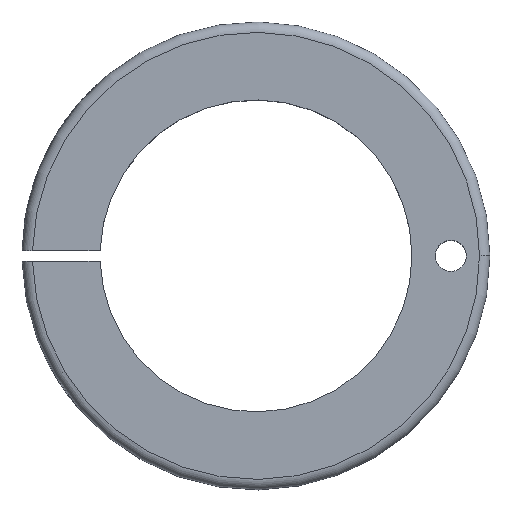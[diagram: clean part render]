
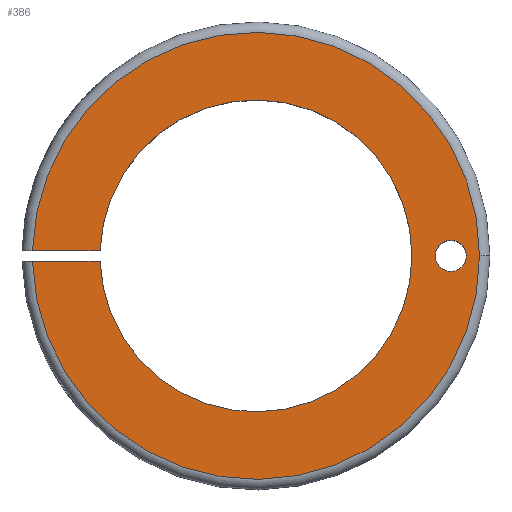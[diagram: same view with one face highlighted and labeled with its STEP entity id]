
A CAD part, top view. The second image highlights one B-rep face of the part: STEP entity #386.
In plain terms, the highlighted planar face has unit normal (0, 0, 1).
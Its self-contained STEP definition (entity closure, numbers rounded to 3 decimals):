
#13 = CARTESIAN_POINT ( 'NONE',  ( -50., -1., 20. ) ) ;
#17 = CIRCLE ( 'NONE', #743, 43. ) ;
#19 = VERTEX_POINT ( 'NONE', #666 ) ;
#28 = ORIENTED_EDGE ( 'NONE', *, *, #674, .F. ) ;
#32 = AXIS2_PLACEMENT_3D ( 'NONE', #408, #470, #537 ) ;
#35 = FACE_OUTER_BOUND ( 'NONE', #734, .T. ) ;
#42 = CARTESIAN_POINT ( 'NONE',  ( 0., 0., 20. ) ) ;
#44 = CARTESIAN_POINT ( 'NONE',  ( 0., 0., 20. ) ) ;
#48 = DIRECTION ( 'NONE',  ( 0., 0., 1. ) ) ;
#64 = FACE_BOUND ( 'NONE', #528, .T. ) ;
#100 = DIRECTION ( 'NONE',  ( 0., 0., 1. ) ) ;
#115 = DIRECTION ( 'NONE',  ( 1., 0., 0. ) ) ;
#128 = ORIENTED_EDGE ( 'NONE', *, *, #605, .T. ) ;
#137 = ORIENTED_EDGE ( 'NONE', *, *, #442, .F. ) ;
#140 = CIRCLE ( 'NONE', #602, 3. ) ;
#155 = VERTEX_POINT ( 'NONE', #220 ) ;
#175 = CARTESIAN_POINT ( 'NONE',  ( -42.988, -1., 20. ) ) ;
#184 = VERTEX_POINT ( 'NONE', #211 ) ;
#200 = CIRCLE ( 'NONE', #533, 43. ) ;
#201 = VERTEX_POINT ( 'NONE', #175 ) ;
#211 = CARTESIAN_POINT ( 'NONE',  ( -29.983, 1., 20. ) ) ;
#220 = CARTESIAN_POINT ( 'NONE',  ( 43., 0., 20. ) ) ;
#250 = DIRECTION ( 'NONE',  ( 0., 0., 1. ) ) ;
#256 = CARTESIAN_POINT ( 'NONE',  ( 40.5, 0., 20. ) ) ;
#269 = CARTESIAN_POINT ( 'NONE',  ( 30., 0., 20. ) ) ;
#276 = VECTOR ( 'NONE', #664, 1000. ) ;
#297 = EDGE_CURVE ( 'NONE', #155, #661, #200, .T. ) ;
#315 = EDGE_CURVE ( 'NONE', #201, #469, #635, .T. ) ;
#318 = CARTESIAN_POINT ( 'NONE',  ( -29.983, -1., 20. ) ) ;
#319 = DIRECTION ( 'NONE',  ( 1., 0., 0. ) ) ;
#343 = EDGE_CURVE ( 'NONE', #352, #184, #572, .T. ) ;
#352 = VERTEX_POINT ( 'NONE', #269 ) ;
#386 = ADVANCED_FACE ( 'NONE', ( #64, #35 ), #472, .T. ) ;
#387 = DIRECTION ( 'NONE',  ( 0., 0., 1. ) ) ;
#407 = ORIENTED_EDGE ( 'NONE', *, *, #417, .F. ) ;
#408 = CARTESIAN_POINT ( 'NONE',  ( 0., 0., 20. ) ) ;
#417 = EDGE_CURVE ( 'NONE', #19, #654, #140, .T. ) ;
#436 = CIRCLE ( 'NONE', #491, 30. ) ;
#442 = EDGE_CURVE ( 'NONE', #184, #661, #813, .T. ) ;
#453 = CARTESIAN_POINT ( 'NONE',  ( 37.5, 0., 20. ) ) ;
#459 = AXIS2_PLACEMENT_3D ( 'NONE', #588, #48, #829 ) ;
#460 = CARTESIAN_POINT ( 'NONE',  ( -50., 1., 20. ) ) ;
#469 = VERTEX_POINT ( 'NONE', #318 ) ;
#470 = DIRECTION ( 'NONE',  ( 0., 0., 1. ) ) ;
#472 = PLANE ( 'NONE',  #459 ) ;
#475 = ORIENTED_EDGE ( 'NONE', *, *, #315, .F. ) ;
#491 = AXIS2_PLACEMENT_3D ( 'NONE', #496, #100, #559 ) ;
#496 = CARTESIAN_POINT ( 'NONE',  ( 0., 0., 20. ) ) ;
#497 = EDGE_CURVE ( 'NONE', #469, #352, #436, .T. ) ;
#528 = EDGE_LOOP ( 'NONE', ( #28, #407 ) ) ;
#533 = AXIS2_PLACEMENT_3D ( 'NONE', #42, #387, #670 ) ;
#537 = DIRECTION ( 'NONE',  ( 1., 0., 0. ) ) ;
#559 = DIRECTION ( 'NONE',  ( 1., 0., 0. ) ) ;
#572 = CIRCLE ( 'NONE', #32, 30. ) ;
#576 = DIRECTION ( 'NONE',  ( 0., 0., 1. ) ) ;
#588 = CARTESIAN_POINT ( 'NONE',  ( 0., 0., 20. ) ) ;
#597 = CIRCLE ( 'NONE', #781, 3. ) ;
#601 = ORIENTED_EDGE ( 'NONE', *, *, #297, .T. ) ;
#602 = AXIS2_PLACEMENT_3D ( 'NONE', #837, #250, #657 ) ;
#605 = EDGE_CURVE ( 'NONE', #201, #155, #17, .T. ) ;
#635 = LINE ( 'NONE', #13, #276 ) ;
#654 = VERTEX_POINT ( 'NONE', #256 ) ;
#657 = DIRECTION ( 'NONE',  ( 1., 0., 0. ) ) ;
#661 = VERTEX_POINT ( 'NONE', #711 ) ;
#664 = DIRECTION ( 'NONE',  ( 1., 0., 0. ) ) ;
#666 = CARTESIAN_POINT ( 'NONE',  ( 34.5, 0., 20. ) ) ;
#670 = DIRECTION ( 'NONE',  ( 1., 0., 0. ) ) ;
#674 = EDGE_CURVE ( 'NONE', #654, #19, #597, .T. ) ;
#696 = DIRECTION ( 'NONE',  ( 0., 0., 1. ) ) ;
#708 = DIRECTION ( 'NONE',  ( -1., 0., 0. ) ) ;
#711 = CARTESIAN_POINT ( 'NONE',  ( -42.988, 1., 20. ) ) ;
#716 = VECTOR ( 'NONE', #708, 1000. ) ;
#734 = EDGE_LOOP ( 'NONE', ( #475, #128, #601, #137, #748, #788 ) ) ;
#743 = AXIS2_PLACEMENT_3D ( 'NONE', #44, #576, #115 ) ;
#748 = ORIENTED_EDGE ( 'NONE', *, *, #343, .F. ) ;
#781 = AXIS2_PLACEMENT_3D ( 'NONE', #453, #696, #319 ) ;
#788 = ORIENTED_EDGE ( 'NONE', *, *, #497, .F. ) ;
#813 = LINE ( 'NONE', #460, #716 ) ;
#829 = DIRECTION ( 'NONE',  ( 1., 0., 0. ) ) ;
#837 = CARTESIAN_POINT ( 'NONE',  ( 37.5, 0., 20. ) ) ;
